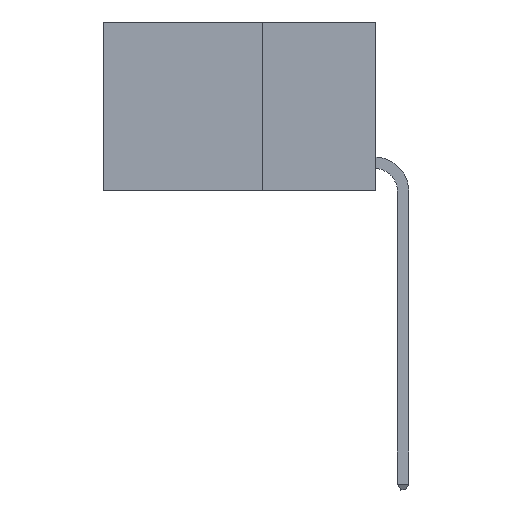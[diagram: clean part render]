
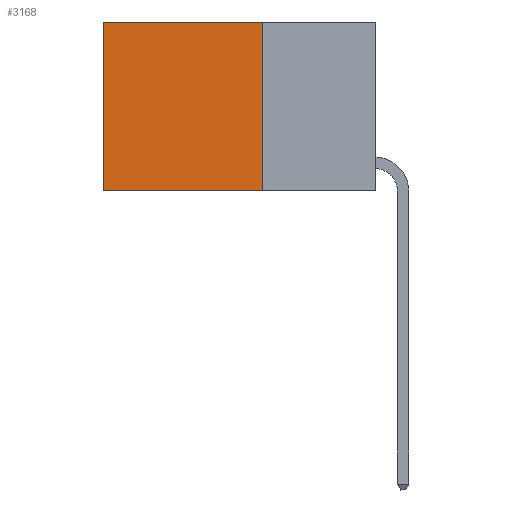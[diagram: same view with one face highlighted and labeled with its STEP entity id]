
A CAD part, left-side view. The second image highlights one B-rep face of the part: STEP entity #3168.
In plain terms, the highlighted planar face has unit normal (-1, 0, 0).
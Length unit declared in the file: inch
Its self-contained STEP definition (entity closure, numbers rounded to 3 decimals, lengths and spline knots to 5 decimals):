
#446 = FACE_OUTER_BOUND ( 'NONE', #3383, .T. ) ;
#1026 = DIRECTION ( 'NONE',  ( 0., 0., -1. ) ) ;
#1212 = CARTESIAN_POINT ( 'NONE',  ( 0.2625, 0.25, -0.37 ) ) ;
#2749 = DIRECTION ( 'NONE',  ( 0., 0., -1. ) ) ;
#2882 = VECTOR ( 'NONE', #8487, 39.37008 ) ;
#2947 = CARTESIAN_POINT ( 'NONE',  ( 0.2625, 0.6, 0. ) ) ;
#3168 = ADVANCED_FACE ( 'NONE', ( #446 ), #7448, .F. ) ;
#3383 = EDGE_LOOP ( 'NONE', ( #9267, #4609, #10528, #4029 ) ) ;
#3505 = DIRECTION ( 'NONE',  ( 0., 1., 0. ) ) ;
#3646 = VERTEX_POINT ( 'NONE', #12962 ) ;
#4029 = ORIENTED_EDGE ( 'NONE', *, *, #8476, .T. ) ;
#4103 = CARTESIAN_POINT ( 'NONE',  ( 0.2625, 0.6, -0.37 ) ) ;
#4609 = ORIENTED_EDGE ( 'NONE', *, *, #11723, .F. ) ;
#4788 = CARTESIAN_POINT ( 'NONE',  ( 0.2625, 0.25, 0. ) ) ;
#5109 = VECTOR ( 'NONE', #3505, 39.37008 ) ;
#5321 = VERTEX_POINT ( 'NONE', #1212 ) ;
#5812 = CARTESIAN_POINT ( 'NONE',  ( 0.2625, 0.25, 0. ) ) ;
#6026 = LINE ( 'NONE', #2947, #7240 ) ;
#6510 = LINE ( 'NONE', #8547, #2882 ) ;
#6819 = LINE ( 'NONE', #5812, #9756 ) ;
#7058 = VERTEX_POINT ( 'NONE', #12654 ) ;
#7240 = VECTOR ( 'NONE', #1026, 39.37008 ) ;
#7448 = PLANE ( 'NONE',  #11412 ) ;
#7449 = LINE ( 'NONE', #11552, #5109 ) ;
#8476 = EDGE_CURVE ( 'NONE', #3646, #7058, #6819, .T. ) ;
#8487 = DIRECTION ( 'NONE',  ( 0., 0., -1. ) ) ;
#8547 = CARTESIAN_POINT ( 'NONE',  ( 0.2625, 0.25, 0. ) ) ;
#8945 = DIRECTION ( 'NONE',  ( 1., 0., 0. ) ) ;
#9049 = EDGE_CURVE ( 'NONE', #3646, #5321, #6510, .T. ) ;
#9267 = ORIENTED_EDGE ( 'NONE', *, *, #11096, .T. ) ;
#9525 = VERTEX_POINT ( 'NONE', #4103 ) ;
#9756 = VECTOR ( 'NONE', #9963, 39.37008 ) ;
#9963 = DIRECTION ( 'NONE',  ( 0., 1., 0. ) ) ;
#10528 = ORIENTED_EDGE ( 'NONE', *, *, #9049, .F. ) ;
#11096 = EDGE_CURVE ( 'NONE', #7058, #9525, #6026, .T. ) ;
#11412 = AXIS2_PLACEMENT_3D ( 'NONE', #4788, #8945, #2749 ) ;
#11552 = CARTESIAN_POINT ( 'NONE',  ( 0.2625, 0.25, -0.37 ) ) ;
#11723 = EDGE_CURVE ( 'NONE', #5321, #9525, #7449, .T. ) ;
#12654 = CARTESIAN_POINT ( 'NONE',  ( 0.2625, 0.6, 0. ) ) ;
#12962 = CARTESIAN_POINT ( 'NONE',  ( 0.2625, 0.25, 0. ) ) ;
